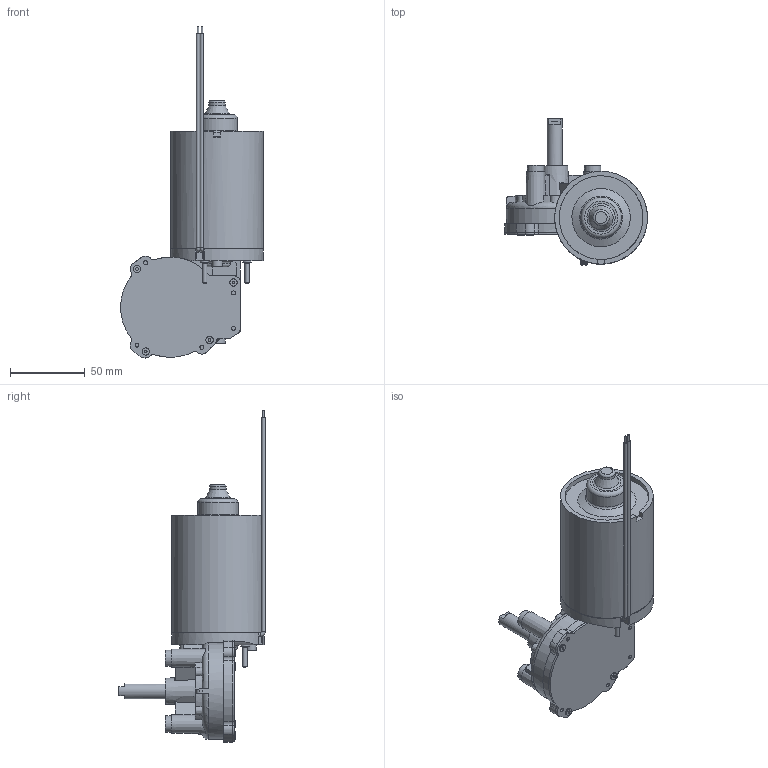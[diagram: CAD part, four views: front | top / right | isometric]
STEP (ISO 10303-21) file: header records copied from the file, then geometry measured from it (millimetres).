
FILE_DESCRIPTION(/* description */ ('Alibre Inc.'),/* implementation_level */ '2;1');
FILE_NAME(/* name */ 'export0',/* time_stamp */ '2012-05-24T07:55:50+02:00',/* author */ (''),/* organization */ (''),/* preprocessor_version */ 'ST-DEVELOPER v12',/* originating_system */ 'Alibre',/* authorisation */ '');
FILE_SCHEMA (('CONFIG_CONTROL_DESIGN'));
Length unit declared in the file: centimetre
Products named in the file (9): ID_1; ID_2; ID_3; ID_4; ID_5; ID_6; ID_7; ID_8
Bounding box: 95.5 x 97.81 x 221.79 mm (x, y, z)
Volume: 371373.1 mm3; surface area: 71292.8 mm2
Topology: 13 solids, 14 shells, 417 faces, 992 edges, 632 vertices
Faces by surface type: plane 165, cylinder 123, cone 101, torus 25, bspline 3
Full cylindrical faces by diameter (mm): 1 x2, 1.8 x4, 2 x4, 2.3 x4, 2.459 x1, 2.7 x4, 3 x3, 3.242 x1, 4 x6, 4.2 x2, 4.5 x3, 4.9 x4, 4.917 x3, 5 x1, 5.5 x3, 5.9 x1, 6.5 x3, 7 x2, 8 x1, 10 x1, 11 x4, 27 x1, 56 x1, 62 x1
Entity records: 12155 total; most frequent: CARTESIAN_POINT 3368, ORIENTED_EDGE 1564, DIRECTION 1516, EDGE_CURVE 782, AXIS2_PLACEMENT_3D 709, VERTEX_POINT 568, FACE_BOUND 510, EDGE_LOOP 505
